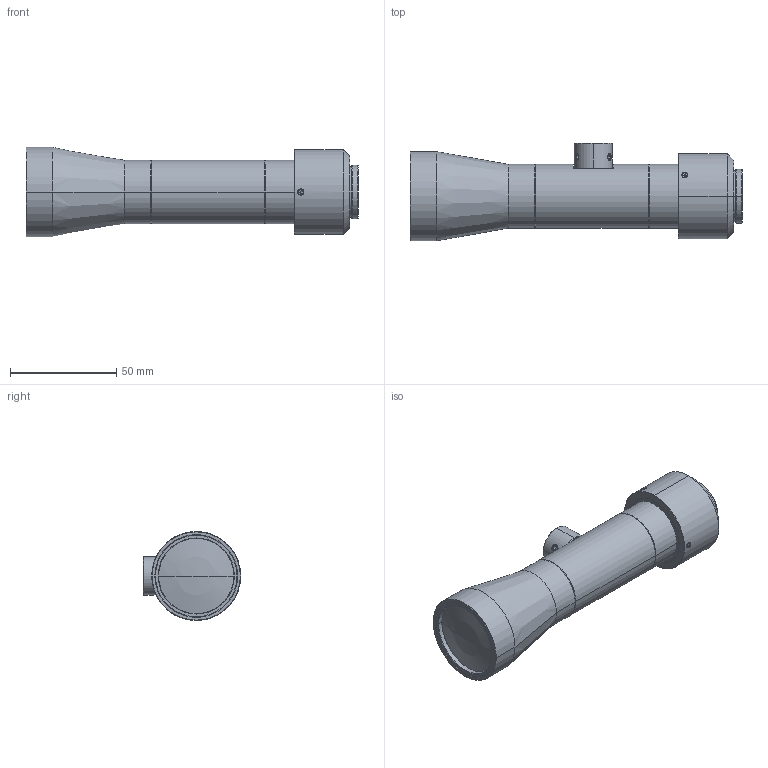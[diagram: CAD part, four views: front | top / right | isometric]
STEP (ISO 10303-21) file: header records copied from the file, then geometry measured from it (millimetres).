
FILE_DESCRIPTION((''),'2;1');
FILE_NAME('TC060080D_ASM','2022-03-22T',('Administrator'),(''),'PRO/ENGINEER BY PARAMETRIC TECHNOLOGY CORPORATION, 2015240','PRO/ENGINEER BY PARAMETRIC TECHNOLOGY CORPORATION, 2015240','');
FILE_SCHEMA(('CONFIG_CONTROL_DESIGN'));
Length unit declared in the file: millimetre
Products named in the file (11): I236413A-607-1_STP; MANIFOLD_SOLID_BREP_370; TC060080D-2_ASM; PRT0002; PRT0003; PRT0004; M3X4; PRT0025; PRT0026; WXT; TC060080D_ASM
Assembly tree (10 placements, depth 3):
  TC060080D_ASM
    TC060080D-2_ASM
      I236413A-607-1_STP
      MANIFOLD_SOLID_BREP_370
    PRT0002
    PRT0003
    PRT0004
    M3X4
    PRT0025
    PRT0026
    WXT
Bounding box: 156.47 x 46 x 42 mm (x, y, z)
Volume: 132481.2 mm3; surface area: 28784.1 mm2
Topology: 9 solids, 9 shells, 488 faces, 1200 edges, 758 vertices
Faces by surface type: cylinder 252, plane 128, cone 80, bspline 24, sphere 4
Entity records: 26864 total; most frequent: CARTESIAN_POINT 15704, ORIENTED_EDGE 2392, DIRECTION 2063, EDGE_CURVE 1196, AXIS2_PLACEMENT_3D 766, VERTEX_POINT 758, EDGE_LOOP 536, VECTOR 531
